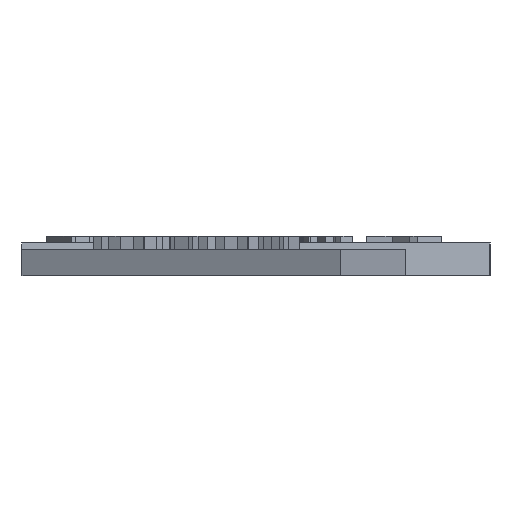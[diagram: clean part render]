
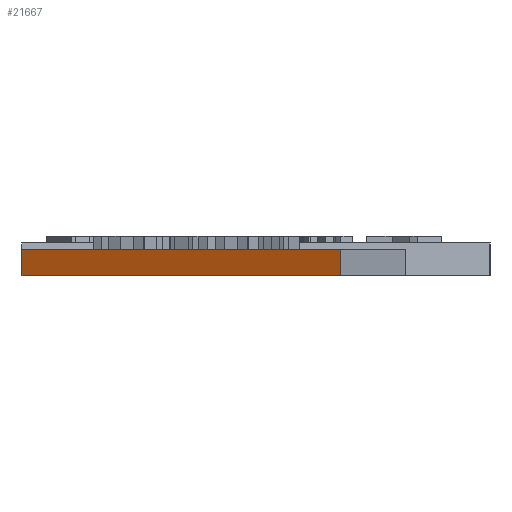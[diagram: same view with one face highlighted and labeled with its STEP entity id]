
A CAD part, left-side view. The second image highlights one B-rep face of the part: STEP entity #21667.
In plain terms, the highlighted planar face has unit normal (-0.866, 0.5, 0).
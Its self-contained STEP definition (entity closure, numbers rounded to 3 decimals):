
#1057=FACE_OUTER_BOUND('',#2264,.T.);
#2264=EDGE_LOOP('',(#15251,#15252,#15253,#15254));
#3653=LINE('',#29341,#6378);
#3855=LINE('',#29873,#6580);
#3856=LINE('',#29876,#6581);
#3857=LINE('',#29877,#6582);
#6378=VECTOR('',#24145,10.);
#6580=VECTOR('',#24521,10.);
#6581=VECTOR('',#24524,10.);
#6582=VECTOR('',#24525,10.);
#9037=VERTEX_POINT('',#29339);
#9038=VERTEX_POINT('',#29340);
#9161=VERTEX_POINT('',#29871);
#9162=VERTEX_POINT('',#29875);
#11275=EDGE_CURVE('',#9037,#9038,#3653,.T.);
#11485=EDGE_CURVE('',#9161,#9038,#3855,.T.);
#11486=EDGE_CURVE('',#9161,#9162,#3856,.T.);
#11487=EDGE_CURVE('',#9162,#9037,#3857,.T.);
#15251=ORIENTED_EDGE('',*,*,#11486,.F.);
#15252=ORIENTED_EDGE('',*,*,#11485,.T.);
#15253=ORIENTED_EDGE('',*,*,#11275,.F.);
#15254=ORIENTED_EDGE('',*,*,#11487,.F.);
#20695=PLANE('',#22848);
#21667=ADVANCED_FACE('',(#1057),#20695,.T.);
#22848=AXIS2_PLACEMENT_3D('',#29874,#24522,#24523);
#24145=DIRECTION('',(-0.5,-0.866,0.));
#24521=DIRECTION('',(0.,0.,1.));
#24522=DIRECTION('center_axis',(-0.866,0.5,0.));
#24523=DIRECTION('ref_axis',(-0.5,-0.866,0.));
#24524=DIRECTION('',(0.5,0.866,0.));
#24525=DIRECTION('',(0.,0.,1.));
#29339=CARTESIAN_POINT('',(69.226,17.5,2.));
#29340=CARTESIAN_POINT('',(55.09,-6.986,2.));
#29341=CARTESIAN_POINT('',(55.09,-6.986,2.));
#29871=CARTESIAN_POINT('',(55.09,-6.986,0.));
#29873=CARTESIAN_POINT('',(55.09,-6.986,0.));
#29874=CARTESIAN_POINT('Origin',(69.226,17.5,0.));
#29875=CARTESIAN_POINT('',(69.226,17.5,0.));
#29876=CARTESIAN_POINT('',(55.09,-6.986,0.));
#29877=CARTESIAN_POINT('',(69.226,17.5,0.));
